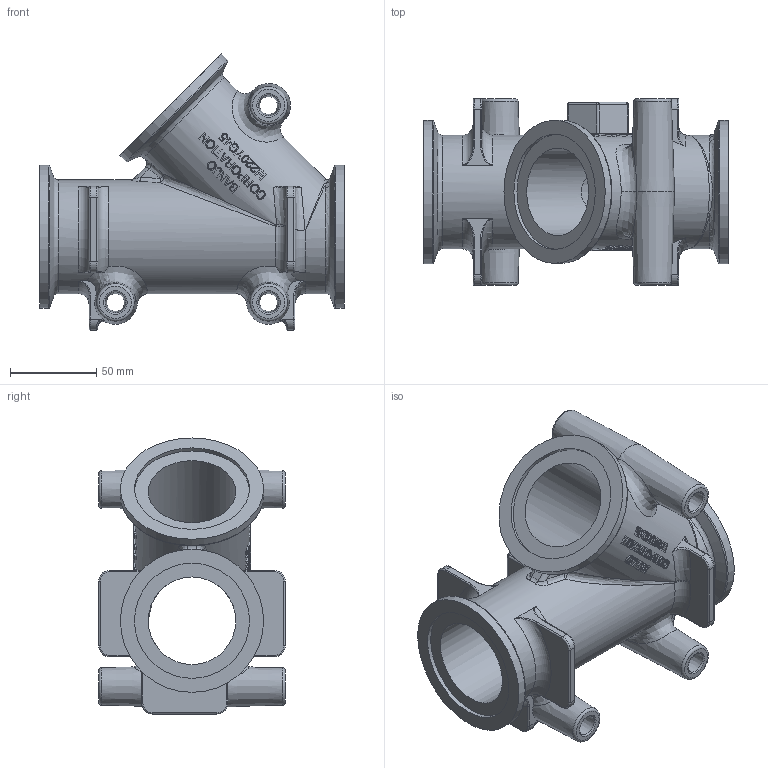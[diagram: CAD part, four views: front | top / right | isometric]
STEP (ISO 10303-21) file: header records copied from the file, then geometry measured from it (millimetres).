
FILE_DESCRIPTION(/* description */ ('2" FP 45° Y SWEEP MANIFOLD W/ 3/4" NPT PORT'),/* implementation_level */ '2;1');
FILE_NAME(/* name */ 'M220YG45.stp',/* time_stamp */ '2020-01-28T14:38:05-05:00',/* author */ ('areid'),/* organization */ (''),/* preprocessor_version */ 'ST-DEVELOPER v17.2',/* originating_system */ 'Autodesk Inventor 2019',/* authorisation */ '');
FILE_SCHEMA (('AUTOMOTIVE_DESIGN { 1 0 10303 214 3 1 1 }'));
Length unit declared in the file: inch
Products named in the file (2): M220YG45; M220YG45X
Assembly tree (1 placements, depth 2):
  M220YG45
    M220YG45X
Bounding box: 176.78 x 108.2 x 160.16 mm (x, y, z)
Volume: 517865.3 mm3; surface area: 145670 mm2
Topology: 1 solids, 1 shells, 902 faces, 2380 edges, 1548 vertices
Faces by surface type: plane 413, bspline 240, cylinder 172, torus 52, cone 17, sphere 8
Full cylindrical faces by diameter (mm): 21.539 x1, 22.631 x1, 50.8 x2, 66.04 x2, 66.802 x3, 83.058 x3
Entity records: 34932 total; most frequent: CARTESIAN_POINT 13641, ORIENTED_EDGE 4752, DIRECTION 3938, EDGE_CURVE 2376, VERTEX_POINT 1548, AXIS2_PLACEMENT_3D 1476, EDGE_LOOP 986, LINE 986
